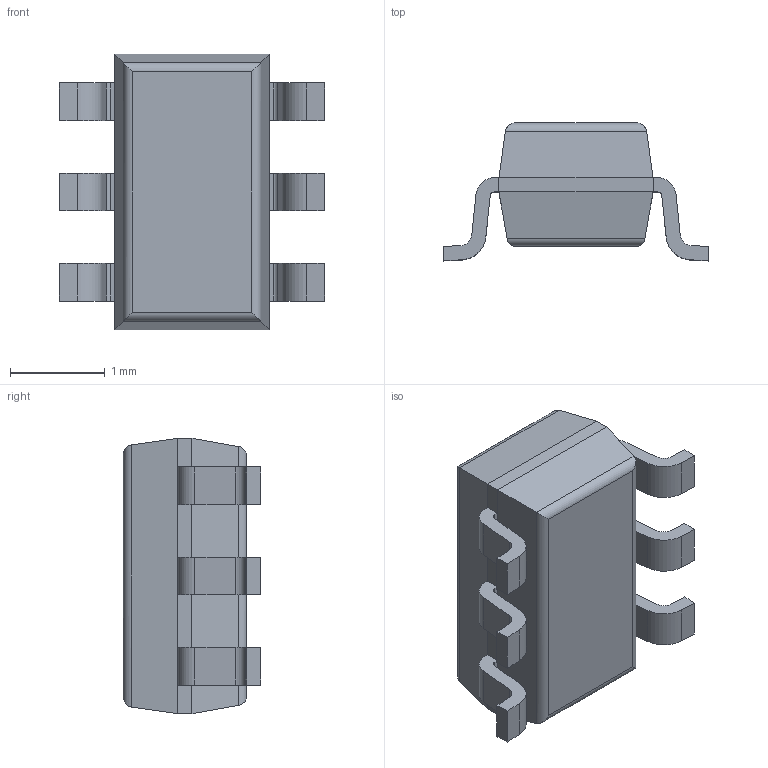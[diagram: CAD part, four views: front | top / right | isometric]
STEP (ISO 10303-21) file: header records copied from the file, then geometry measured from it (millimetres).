
FILE_DESCRIPTION (( 'STEP AP214' ), '1' );
FILE_NAME ('DS2475R+T.STEP', '2021-12-30T14:08:39', ( '' ), ( '' ), 'SwSTEP 2.0', 'SolidWorks 2017', '' );
FILE_SCHEMA (( 'AUTOMOTIVE_DESIGN' ));
Length unit declared in the file: millimetre
Products named in the file (1): DS2475R+T
Bounding box: 2.8 x 1.45 x 2.9 mm (x, y, z)
Volume: 6 mm3; surface area: 27.1 mm2
Topology: 8 solids, 8 shells, 113 faces, 272 edges, 176 vertices
Faces by surface type: plane 77, cylinder 36
Entity records: 3351 total; most frequent: CARTESIAN_POINT 586, DIRECTION 548, ORIENTED_EDGE 544, EDGE_CURVE 272, VECTOR 208, LINE 208, VERTEX_POINT 176, AXIS2_PLACEMENT_3D 170
